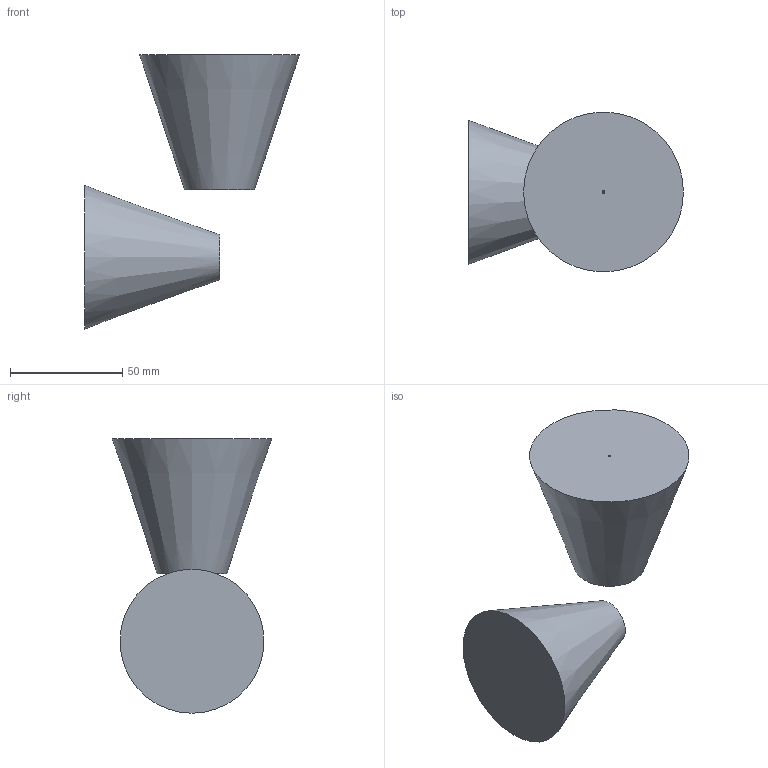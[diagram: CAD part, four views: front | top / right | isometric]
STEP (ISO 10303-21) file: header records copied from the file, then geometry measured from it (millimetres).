
FILE_DESCRIPTION(('FreeCAD Model'),'2;1');
FILE_NAME('Open CASCADE Shape Model','2022-08-04T11:59:54',(''),(''), 'Open CASCADE STEP processor 7.6','FreeCAD','Unknown');
FILE_SCHEMA(('AP242_MANAGED_MODEL_BASED_3D_ENGINEERING_MIM_LF. {1 0 10303 442 1 1 4 }'));
Length unit declared in the file: millimetre
Products named in the file (3): Unnamed; Revolution001; Revolution
Assembly tree (2 placements, depth 2):
  Unnamed
    Revolution001
    Revolution
Bounding box: 95.52 x 71.04 x 122 mm (x, y, z)
Volume: 219720.4 mm3; surface area: 27019 mm2
Topology: 2 solids, 2 shells, 7 faces, 9 edges, 6 vertices
Faces by surface type: plane 4, cone 2, cylinder 1
Full cylindrical faces by diameter (mm): 1.039 x1
Entity records: 336 total; most frequent: DIRECTION 53, CARTESIAN_POINT 43, ORIENTED_EDGE 18, PCURVE 18, DEFINITIONAL_REPRESENTATION 18, AXIS2_PLACEMENT_3D 16, LINE 15, VECTOR 15
